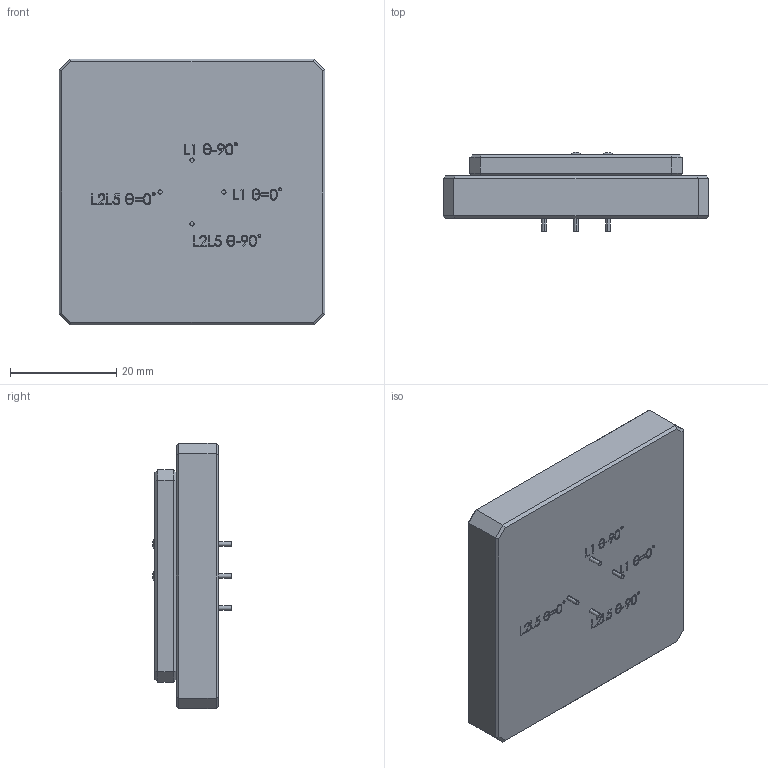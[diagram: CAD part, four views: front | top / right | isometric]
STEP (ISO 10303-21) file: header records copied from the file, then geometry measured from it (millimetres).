
FILE_DESCRIPTION (( 'STEP AP214' ), '1' );
FILE_NAME ('GPDF5012.A_Web.STEP', '2024-08-12T15:36:40', ( '' ), ( '' ), 'SwSTEP 2.0', 'SolidWorks 2022', '' );
FILE_SCHEMA (( 'AUTOMOTIVE_DESIGN' ));
Length unit declared in the file: millimetre
Products named in the file (1): GPDF5012.A_Web
Bounding box: 50 x 14.85 x 50 mm (x, y, z)
Volume: 26213.1 mm3; surface area: 7182.9 mm2
Topology: 1 solids, 1 shells, 732 faces, 1891 edges, 1250 vertices
Faces by surface type: plane 448, bspline 266, cylinder 18
Entity records: 35653 total; most frequent: CARTESIAN_POINT 18488, ORIENTED_EDGE 3782, DIRECTION 2325, EDGE_CURVE 1891, VECTOR 1327, LINE 1327, VERTEX_POINT 1250, EDGE_LOOP 821
